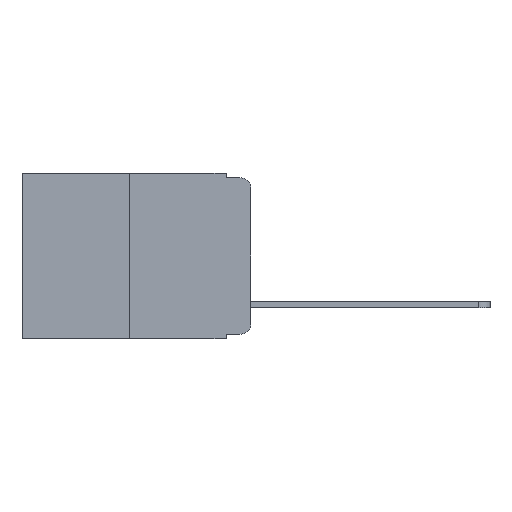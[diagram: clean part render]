
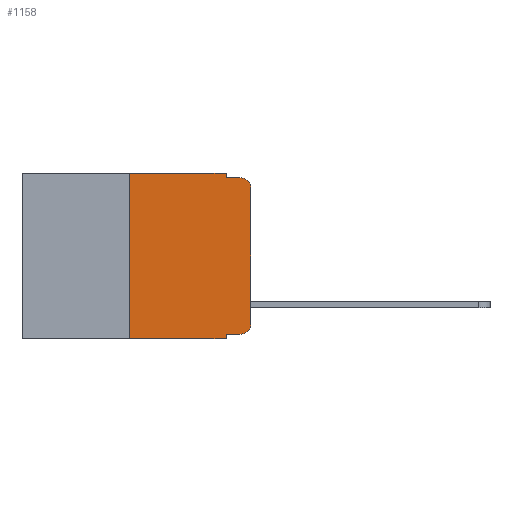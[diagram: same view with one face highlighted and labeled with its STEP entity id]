
A CAD part, left-side view. The second image highlights one B-rep face of the part: STEP entity #1158.
In plain terms, the highlighted planar face has unit normal (-1, 0, 0).
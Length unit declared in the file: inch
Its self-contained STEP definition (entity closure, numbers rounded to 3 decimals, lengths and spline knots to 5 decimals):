
#284 = DIRECTION ( 'NONE',  ( 0., 0., -1. ) ) ;
#323 = EDGE_CURVE ( 'NONE', #23168, #7614, #4997, .T. ) ;
#797 = DIRECTION ( 'NONE',  ( -1., 0., 0. ) ) ;
#1145 = VECTOR ( 'NONE', #22264, 39.37008 ) ;
#1158 = ADVANCED_FACE ( 'NONE', ( #18349 ), #25529, .F. ) ;
#1465 = VECTOR ( 'NONE', #22682, 39.37008 ) ;
#1507 = VERTEX_POINT ( 'NONE', #2896 ) ;
#1787 = LINE ( 'NONE', #20472, #1145 ) ;
#1917 = EDGE_LOOP ( 'NONE', ( #4868, #6974, #2359, #6632, #21232, #24071, #12295, #16264, #24431, #23520 ) ) ;
#2359 = ORIENTED_EDGE ( 'NONE', *, *, #9194, .F. ) ;
#2896 = CARTESIAN_POINT ( 'NONE',  ( 0., 0., -0.03 ) ) ;
#3135 = DIRECTION ( 'NONE',  ( 0., 0., -1. ) ) ;
#3397 = EDGE_CURVE ( 'NONE', #17764, #16563, #11719, .T. ) ;
#3479 = CARTESIAN_POINT ( 'NONE',  ( 0., 0.473, 0. ) ) ;
#3619 = VERTEX_POINT ( 'NONE', #20726 ) ;
#3859 = VERTEX_POINT ( 'NONE', #5383 ) ;
#4280 = AXIS2_PLACEMENT_3D ( 'NONE', #19592, #7511, #23685 ) ;
#4325 = VECTOR ( 'NONE', #10322, 39.37008 ) ;
#4731 = EDGE_CURVE ( 'NONE', #8174, #23168, #22105, .T. ) ;
#4868 = ORIENTED_EDGE ( 'NONE', *, *, #7021, .T. ) ;
#4997 = LINE ( 'NONE', #12899, #14784 ) ;
#5383 = CARTESIAN_POINT ( 'NONE',  ( 0., 0.25, -0.343 ) ) ;
#6465 = DIRECTION ( 'NONE',  ( 0., -1., 0. ) ) ;
#6471 = DIRECTION ( 'NONE',  ( 0., 0., -1. ) ) ;
#6632 = ORIENTED_EDGE ( 'NONE', *, *, #323, .F. ) ;
#6769 = DIRECTION ( 'NONE',  ( 0., -1., 0. ) ) ;
#6974 = ORIENTED_EDGE ( 'NONE', *, *, #20710, .T. ) ;
#7021 = EDGE_CURVE ( 'NONE', #16563, #1507, #1787, .T. ) ;
#7511 = DIRECTION ( 'NONE',  ( -1., 0., 0. ) ) ;
#7614 = VERTEX_POINT ( 'NONE', #16082 ) ;
#7691 = VECTOR ( 'NONE', #284, 39.37008 ) ;
#8174 = VERTEX_POINT ( 'NONE', #15234 ) ;
#8294 = CARTESIAN_POINT ( 'NONE',  ( 0., 0.051, -0.01 ) ) ;
#8457 = EDGE_CURVE ( 'NONE', #3859, #8174, #13469, .T. ) ;
#8561 = CARTESIAN_POINT ( 'NONE',  ( 0., 0.25, 0. ) ) ;
#9194 = EDGE_CURVE ( 'NONE', #7614, #3619, #18453, .T. ) ;
#9484 = VERTEX_POINT ( 'NONE', #25331 ) ;
#9579 = EDGE_CURVE ( 'NONE', #3859, #9484, #21001, .T. ) ;
#10029 = DIRECTION ( 'NONE',  ( 0., -1., 0. ) ) ;
#10096 = CARTESIAN_POINT ( 'NONE',  ( 0., 0.02, -0.333 ) ) ;
#10322 = DIRECTION ( 'NONE',  ( 0., -1., 0. ) ) ;
#11719 = CIRCLE ( 'NONE', #4280, 0.02 ) ;
#11958 = VECTOR ( 'NONE', #6769, 39.37008 ) ;
#12295 = ORIENTED_EDGE ( 'NONE', *, *, #9579, .T. ) ;
#12899 = CARTESIAN_POINT ( 'NONE',  ( 0., 0.051, 0. ) ) ;
#13183 = CARTESIAN_POINT ( 'NONE',  ( 0., 0.051, -0.333 ) ) ;
#13422 = CIRCLE ( 'NONE', #21724, 0.02 ) ;
#13449 = VECTOR ( 'NONE', #10029, 39.37008 ) ;
#13469 = LINE ( 'NONE', #8561, #1465 ) ;
#14784 = VECTOR ( 'NONE', #20803, 39.37008 ) ;
#15234 = CARTESIAN_POINT ( 'NONE',  ( 0., 0.25, 0. ) ) ;
#16082 = CARTESIAN_POINT ( 'NONE',  ( 0., 0.051, -0.01 ) ) ;
#16264 = ORIENTED_EDGE ( 'NONE', *, *, #20292, .F. ) ;
#16563 = VERTEX_POINT ( 'NONE', #16648 ) ;
#16648 = CARTESIAN_POINT ( 'NONE',  ( 0., 0., -0.313 ) ) ;
#16805 = CARTESIAN_POINT ( 'NONE',  ( 0., 0.051, -0.333 ) ) ;
#17071 = CARTESIAN_POINT ( 'NONE',  ( 0., 0.051, 0. ) ) ;
#17764 = VERTEX_POINT ( 'NONE', #10096 ) ;
#18349 = FACE_OUTER_BOUND ( 'NONE', #1917, .T. ) ;
#18453 = LINE ( 'NONE', #8294, #4325 ) ;
#19084 = AXIS2_PLACEMENT_3D ( 'NONE', #3479, #23600, #3135 ) ;
#19592 = CARTESIAN_POINT ( 'NONE',  ( 0., 0.02, -0.313 ) ) ;
#20292 = EDGE_CURVE ( 'NONE', #22044, #9484, #23507, .T. ) ;
#20472 = CARTESIAN_POINT ( 'NONE',  ( 0., 0., 0. ) ) ;
#20640 = CARTESIAN_POINT ( 'NONE',  ( 0., 0.051, 0. ) ) ;
#20710 = EDGE_CURVE ( 'NONE', #1507, #3619, #13422, .T. ) ;
#20726 = CARTESIAN_POINT ( 'NONE',  ( 0., 0.02, -0.01 ) ) ;
#20803 = DIRECTION ( 'NONE',  ( 0., 0., -1. ) ) ;
#21001 = LINE ( 'NONE', #23549, #13449 ) ;
#21232 = ORIENTED_EDGE ( 'NONE', *, *, #4731, .F. ) ;
#21724 = AXIS2_PLACEMENT_3D ( 'NONE', #22952, #797, #6471 ) ;
#22044 = VERTEX_POINT ( 'NONE', #13183 ) ;
#22105 = LINE ( 'NONE', #22679, #25907 ) ;
#22264 = DIRECTION ( 'NONE',  ( 0., 0., 1. ) ) ;
#22679 = CARTESIAN_POINT ( 'NONE',  ( 0., 0.473, 0. ) ) ;
#22682 = DIRECTION ( 'NONE',  ( 0., 0., 1. ) ) ;
#22952 = CARTESIAN_POINT ( 'NONE',  ( 0., 0.02, -0.03 ) ) ;
#23168 = VERTEX_POINT ( 'NONE', #17071 ) ;
#23507 = LINE ( 'NONE', #20640, #7691 ) ;
#23520 = ORIENTED_EDGE ( 'NONE', *, *, #3397, .T. ) ;
#23549 = CARTESIAN_POINT ( 'NONE',  ( 0., 0.473, -0.343 ) ) ;
#23600 = DIRECTION ( 'NONE',  ( 1., 0., 0. ) ) ;
#23685 = DIRECTION ( 'NONE',  ( 0., 0., -1. ) ) ;
#23969 = LINE ( 'NONE', #16805, #11958 ) ;
#24071 = ORIENTED_EDGE ( 'NONE', *, *, #8457, .F. ) ;
#24431 = ORIENTED_EDGE ( 'NONE', *, *, #26173, .T. ) ;
#25331 = CARTESIAN_POINT ( 'NONE',  ( 0., 0.051, -0.343 ) ) ;
#25529 = PLANE ( 'NONE',  #19084 ) ;
#25907 = VECTOR ( 'NONE', #6465, 39.37008 ) ;
#26173 = EDGE_CURVE ( 'NONE', #22044, #17764, #23969, .T. ) ;
